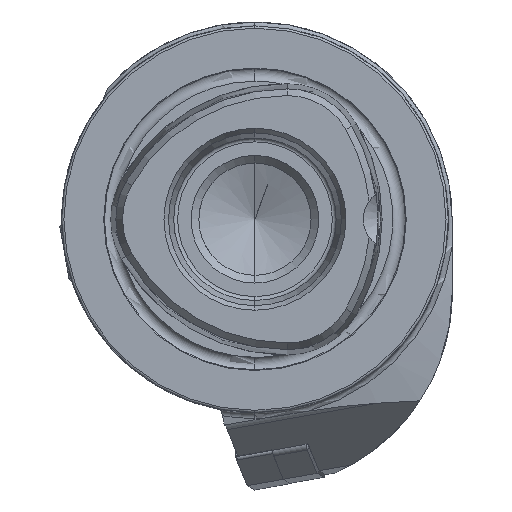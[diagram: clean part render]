
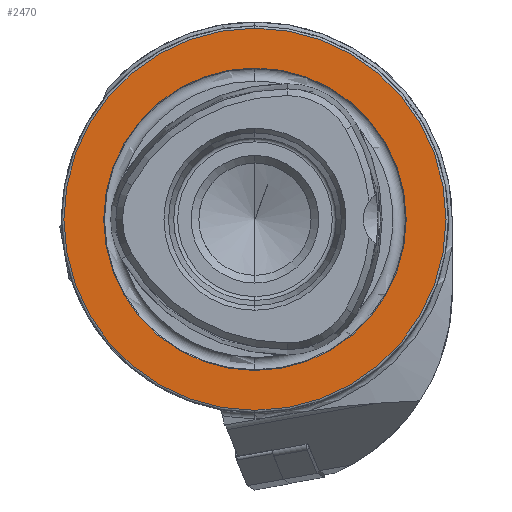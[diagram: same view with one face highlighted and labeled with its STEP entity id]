
A CAD part, left-side view. The second image highlights one B-rep face of the part: STEP entity #2470.
In plain terms, the highlighted planar face has unit normal (-1, 0, 0).
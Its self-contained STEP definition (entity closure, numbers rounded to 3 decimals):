
#310 = DIRECTION ( 'NONE',  ( -1., 0., 0. ) ) ;
#643 = EDGE_CURVE ( 'NONE', #6785, #1183, #12756, .T. ) ;
#1183 = VERTEX_POINT ( 'NONE', #9717 ) ;
#1270 = AXIS2_PLACEMENT_3D ( 'NONE', #10054, #310, #9951 ) ;
#1338 = EDGE_CURVE ( 'NONE', #15126, #11146, #12550, .T. ) ;
#1933 = CARTESIAN_POINT ( 'NONE',  ( 0., 0., 24.7 ) ) ;
#2113 = PLANE ( 'NONE',  #9416 ) ;
#2470 = ADVANCED_FACE ( 'NONE', ( #8584, #7043 ), #2113, .F. ) ;
#2587 = ORIENTED_EDGE ( 'NONE', *, *, #1338, .F. ) ;
#2674 = CIRCLE ( 'NONE', #3353, 19.55 ) ;
#2841 = DIRECTION ( 'NONE',  ( 0., 0., 1. ) ) ;
#3339 = EDGE_CURVE ( 'NONE', #11146, #15126, #2674, .T. ) ;
#3353 = AXIS2_PLACEMENT_3D ( 'NONE', #13734, #13677, #2841 ) ;
#4108 = CIRCLE ( 'NONE', #1270, 24.7 ) ;
#4431 = AXIS2_PLACEMENT_3D ( 'NONE', #13521, #6252, #9912 ) ;
#5855 = ORIENTED_EDGE ( 'NONE', *, *, #643, .T. ) ;
#6252 = DIRECTION ( 'NONE',  ( -1., 0., 0. ) ) ;
#6785 = VERTEX_POINT ( 'NONE', #1933 ) ;
#7043 = FACE_OUTER_BOUND ( 'NONE', #9132, .T. ) ;
#7502 = DIRECTION ( 'NONE',  ( 0., 0., 1. ) ) ;
#8270 = EDGE_LOOP ( 'NONE', ( #15340, #2587 ) ) ;
#8584 = FACE_BOUND ( 'NONE', #8270, .T. ) ;
#8800 = AXIS2_PLACEMENT_3D ( 'NONE', #11039, #13422, #7502 ) ;
#9132 = EDGE_LOOP ( 'NONE', ( #5855, #9653 ) ) ;
#9416 = AXIS2_PLACEMENT_3D ( 'NONE', #9449, #15330, #11875 ) ;
#9449 = CARTESIAN_POINT ( 'NONE',  ( 0., 19.55, 0. ) ) ;
#9653 = ORIENTED_EDGE ( 'NONE', *, *, #12073, .T. ) ;
#9717 = CARTESIAN_POINT ( 'NONE',  ( 0., 0., -24.7 ) ) ;
#9912 = DIRECTION ( 'NONE',  ( 0., 0., 1. ) ) ;
#9951 = DIRECTION ( 'NONE',  ( 0., 0., 1. ) ) ;
#10054 = CARTESIAN_POINT ( 'NONE',  ( 0., 0., 0. ) ) ;
#10140 = CARTESIAN_POINT ( 'NONE',  ( 0., 0., 19.55 ) ) ;
#11039 = CARTESIAN_POINT ( 'NONE',  ( 0., 0., 0. ) ) ;
#11146 = VERTEX_POINT ( 'NONE', #10140 ) ;
#11281 = CARTESIAN_POINT ( 'NONE',  ( 0., 0., -19.55 ) ) ;
#11875 = DIRECTION ( 'NONE',  ( 0., 0., -1. ) ) ;
#12073 = EDGE_CURVE ( 'NONE', #1183, #6785, #4108, .T. ) ;
#12550 = CIRCLE ( 'NONE', #4431, 19.55 ) ;
#12756 = CIRCLE ( 'NONE', #8800, 24.7 ) ;
#13422 = DIRECTION ( 'NONE',  ( -1., 0., 0. ) ) ;
#13521 = CARTESIAN_POINT ( 'NONE',  ( 0., 0., 0. ) ) ;
#13677 = DIRECTION ( 'NONE',  ( -1., 0., 0. ) ) ;
#13734 = CARTESIAN_POINT ( 'NONE',  ( 0., 0., 0. ) ) ;
#15126 = VERTEX_POINT ( 'NONE', #11281 ) ;
#15330 = DIRECTION ( 'NONE',  ( 1., 0., 0. ) ) ;
#15340 = ORIENTED_EDGE ( 'NONE', *, *, #3339, .F. ) ;
